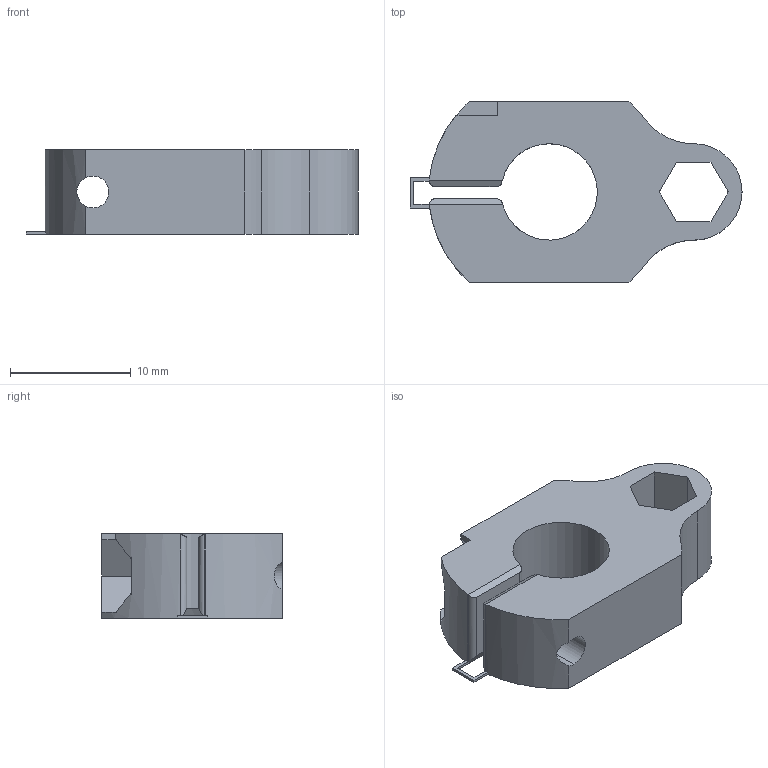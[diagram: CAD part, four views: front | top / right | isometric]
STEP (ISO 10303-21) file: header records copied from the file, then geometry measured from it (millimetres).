
FILE_DESCRIPTION (( 'STEP AP214' ), '1' );
FILE_NAME ('RefSwitchMagnetClamp.STEP', '2024-02-18T09:55:43', ( '' ), ( '' ), 'SwSTEP 2.0', '', '' );
FILE_SCHEMA (( 'AUTOMOTIVE_DESIGN' ));
Length unit declared in the file: millimetre
Products named in the file (1): RefSwitchMagnetClamp
Bounding box: 27.54 x 15 x 7 mm (x, y, z)
Volume: 1513.6 mm3; surface area: 1407.6 mm2
Topology: 1 solids, 1 shells, 54 faces, 156 edges, 102 vertices
Faces by surface type: plane 32, cylinder 19, bspline 2, cone 1
Entity records: 1876 total; most frequent: CARTESIAN_POINT 436, ORIENTED_EDGE 312, DIRECTION 276, EDGE_CURVE 156, VERTEX_POINT 102, LINE 96, VECTOR 96, AXIS2_PLACEMENT_3D 90
